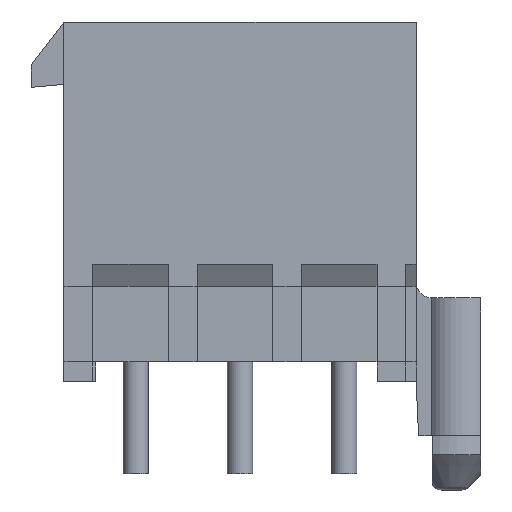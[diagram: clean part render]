
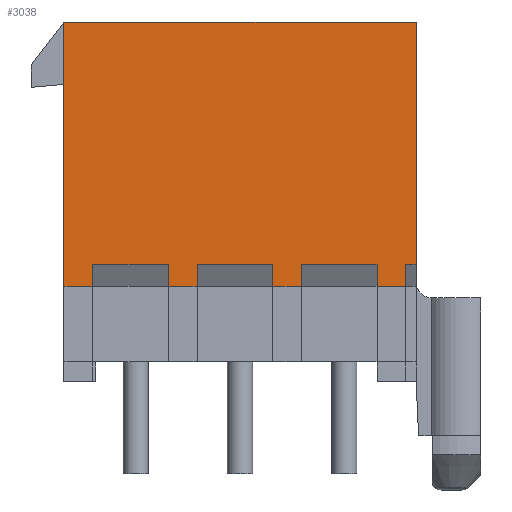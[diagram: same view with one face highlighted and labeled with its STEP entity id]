
A CAD part, front view. The second image highlights one B-rep face of the part: STEP entity #3038.
In plain terms, the highlighted planar face has unit normal (0, -1, 0).
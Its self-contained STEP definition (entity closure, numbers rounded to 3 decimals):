
#2=DIRECTION('',(0.,0.,1.));
#3=VECTOR('',#2,0.889);
#4=CARTESIAN_POINT('',(6.579,-2.794,-10.49));
#5=LINE('',#4,#3);
#6=DIRECTION('',(1.,0.,0.));
#7=VECTOR('',#6,1.143);
#8=CARTESIAN_POINT('',(5.436,-2.794,-10.49));
#9=LINE('',#8,#7);
#10=DIRECTION('',(0.,0.,1.));
#11=VECTOR('',#10,0.889);
#12=CARTESIAN_POINT('',(5.436,-2.794,-10.49));
#13=LINE('',#12,#11);
#14=DIRECTION('',(1.,0.,0.));
#15=VECTOR('',#14,2.997);
#16=CARTESIAN_POINT('',(2.438,-2.794,-9.601));
#17=LINE('',#16,#15);
#18=DIRECTION('',(0.,0.,1.));
#19=VECTOR('',#18,0.889);
#20=CARTESIAN_POINT('',(2.438,-2.794,-10.49));
#21=LINE('',#20,#19);
#22=DIRECTION('',(1.,0.,0.));
#23=VECTOR('',#22,1.143);
#24=CARTESIAN_POINT('',(1.295,-2.794,-10.49));
#25=LINE('',#24,#23);
#26=DIRECTION('',(0.,0.,1.));
#27=VECTOR('',#26,0.889);
#28=CARTESIAN_POINT('',(1.295,-2.794,-10.49));
#29=LINE('',#28,#27);
#30=DIRECTION('',(1.,0.,0.));
#31=VECTOR('',#30,2.997);
#32=CARTESIAN_POINT('',(-1.702,-2.794,-9.601));
#33=LINE('',#32,#31);
#34=DIRECTION('',(0.,0.,1.));
#35=VECTOR('',#34,0.889);
#36=CARTESIAN_POINT('',(-1.702,-2.794,-10.49));
#37=LINE('',#36,#35);
#38=DIRECTION('',(1.,0.,0.));
#39=VECTOR('',#38,1.143);
#40=CARTESIAN_POINT('',(-2.845,-2.794,-10.49));
#41=LINE('',#40,#39);
#42=DIRECTION('',(0.,0.,1.));
#43=VECTOR('',#42,0.889);
#44=CARTESIAN_POINT('',(-2.845,-2.794,-10.49));
#45=LINE('',#44,#43);
#46=DIRECTION('',(1.,0.,0.));
#47=VECTOR('',#46,2.997);
#48=CARTESIAN_POINT('',(-5.842,-2.794,-9.601));
#49=LINE('',#48,#47);
#50=DIRECTION('',(0.,0.,1.));
#51=VECTOR('',#50,0.889);
#52=CARTESIAN_POINT('',(-5.842,-2.794,-10.49));
#53=LINE('',#52,#51);
#54=DIRECTION('',(1.,0.,0.));
#55=VECTOR('',#54,1.143);
#56=CARTESIAN_POINT('',(-6.985,-2.794,-10.49));
#57=LINE('',#56,#55);
#58=DIRECTION('',(0.,0.,1.));
#59=VECTOR('',#58,10.49);
#60=CARTESIAN_POINT('',(-6.985,-2.794,-10.49));
#61=LINE('',#60,#59);
#62=DIRECTION('',(1.,0.,0.));
#63=VECTOR('',#62,13.97);
#64=CARTESIAN_POINT('',(-6.985,-2.794,0.));
#65=LINE('',#64,#63);
#66=DIRECTION('',(0.,0.,-1.));
#67=VECTOR('',#66,9.601);
#68=CARTESIAN_POINT('',(6.985,-2.794,0.));
#69=LINE('',#68,#67);
#70=DIRECTION('',(-1.,0.,0.));
#71=VECTOR('',#70,0.406);
#72=CARTESIAN_POINT('',(6.985,-2.794,-9.601));
#73=LINE('',#72,#71);
#2311=CARTESIAN_POINT('',(-6.985,-2.794,0.));
#2312=CARTESIAN_POINT('',(6.985,-2.794,0.));
#2313=VERTEX_POINT('',#2311);
#2314=VERTEX_POINT('',#2312);
#2351=CARTESIAN_POINT('',(-6.985,-2.794,-10.49));
#2352=VERTEX_POINT('',#2351);
#2409=CARTESIAN_POINT('',(2.438,-2.794,-10.49));
#2410=CARTESIAN_POINT('',(2.438,-2.794,-9.601));
#2411=VERTEX_POINT('',#2409);
#2412=VERTEX_POINT('',#2410);
#2413=CARTESIAN_POINT('',(5.436,-2.794,-9.601));
#2414=VERTEX_POINT('',#2413);
#2417=CARTESIAN_POINT('',(5.436,-2.794,-10.49));
#2418=VERTEX_POINT('',#2417);
#2563=CARTESIAN_POINT('',(-1.702,-2.794,-10.49));
#2564=CARTESIAN_POINT('',(-1.702,-2.794,-9.601));
#2565=VERTEX_POINT('',#2563);
#2566=VERTEX_POINT('',#2564);
#2567=CARTESIAN_POINT('',(1.295,-2.794,-10.49));
#2568=CARTESIAN_POINT('',(1.295,-2.794,-9.601));
#2569=VERTEX_POINT('',#2567);
#2570=VERTEX_POINT('',#2568);
#2579=CARTESIAN_POINT('',(-5.842,-2.794,-10.49));
#2580=CARTESIAN_POINT('',(-5.842,-2.794,-9.601));
#2581=VERTEX_POINT('',#2579);
#2582=VERTEX_POINT('',#2580);
#2583=CARTESIAN_POINT('',(-2.845,-2.794,-10.49));
#2584=CARTESIAN_POINT('',(-2.845,-2.794,-9.601));
#2585=VERTEX_POINT('',#2583);
#2586=VERTEX_POINT('',#2584);
#2589=CARTESIAN_POINT('',(6.579,-2.794,-10.49));
#2590=CARTESIAN_POINT('',(6.579,-2.794,-9.601));
#2591=VERTEX_POINT('',#2589);
#2592=VERTEX_POINT('',#2590);
#2593=CARTESIAN_POINT('',(6.985,-2.794,-9.601));
#2594=VERTEX_POINT('',#2593);
#2995=CARTESIAN_POINT('',(0.,-2.794,0.));
#2996=DIRECTION('',(0.,1.,0.));
#2997=DIRECTION('',(1.,0.,0.));
#2998=AXIS2_PLACEMENT_3D('',#2995,#2996,#2997);
#2999=PLANE('',#2998);
#3001=ORIENTED_EDGE('',*,*,#3000,.F.);
#3003=ORIENTED_EDGE('',*,*,#3002,.F.);
#3005=ORIENTED_EDGE('',*,*,#3004,.T.);
#3007=ORIENTED_EDGE('',*,*,#3006,.F.);
#3009=ORIENTED_EDGE('',*,*,#3008,.F.);
#3011=ORIENTED_EDGE('',*,*,#3010,.F.);
#3013=ORIENTED_EDGE('',*,*,#3012,.T.);
#3015=ORIENTED_EDGE('',*,*,#3014,.F.);
#3017=ORIENTED_EDGE('',*,*,#3016,.F.);
#3019=ORIENTED_EDGE('',*,*,#3018,.F.);
#3021=ORIENTED_EDGE('',*,*,#3020,.T.);
#3023=ORIENTED_EDGE('',*,*,#3022,.F.);
#3025=ORIENTED_EDGE('',*,*,#3024,.F.);
#3027=ORIENTED_EDGE('',*,*,#3026,.F.);
#3029=ORIENTED_EDGE('',*,*,#3028,.T.);
#3031=ORIENTED_EDGE('',*,*,#3030,.T.);
#3033=ORIENTED_EDGE('',*,*,#3032,.T.);
#3035=ORIENTED_EDGE('',*,*,#3034,.T.);
#3036=EDGE_LOOP('',(#3001,#3003,#3005,#3007,#3009,#3011,#3013,#3015,#3017,#3019,
#3021,#3023,#3025,#3027,#3029,#3031,#3033,#3035));
#3037=FACE_OUTER_BOUND('',#3036,.F.);
#3000=EDGE_CURVE('',#2591,#2592,#5,.T.);
#3002=EDGE_CURVE('',#2418,#2591,#9,.T.);
#3004=EDGE_CURVE('',#2418,#2414,#13,.T.);
#3006=EDGE_CURVE('',#2412,#2414,#17,.T.);
#3008=EDGE_CURVE('',#2411,#2412,#21,.T.);
#3010=EDGE_CURVE('',#2569,#2411,#25,.T.);
#3012=EDGE_CURVE('',#2569,#2570,#29,.T.);
#3014=EDGE_CURVE('',#2566,#2570,#33,.T.);
#3016=EDGE_CURVE('',#2565,#2566,#37,.T.);
#3018=EDGE_CURVE('',#2585,#2565,#41,.T.);
#3020=EDGE_CURVE('',#2585,#2586,#45,.T.);
#3022=EDGE_CURVE('',#2582,#2586,#49,.T.);
#3024=EDGE_CURVE('',#2581,#2582,#53,.T.);
#3026=EDGE_CURVE('',#2352,#2581,#57,.T.);
#3028=EDGE_CURVE('',#2352,#2313,#61,.T.);
#3030=EDGE_CURVE('',#2313,#2314,#65,.T.);
#3032=EDGE_CURVE('',#2314,#2594,#69,.T.);
#3034=EDGE_CURVE('',#2594,#2592,#73,.T.);
#3038=ADVANCED_FACE('',(#3037),#2999,.F.);
